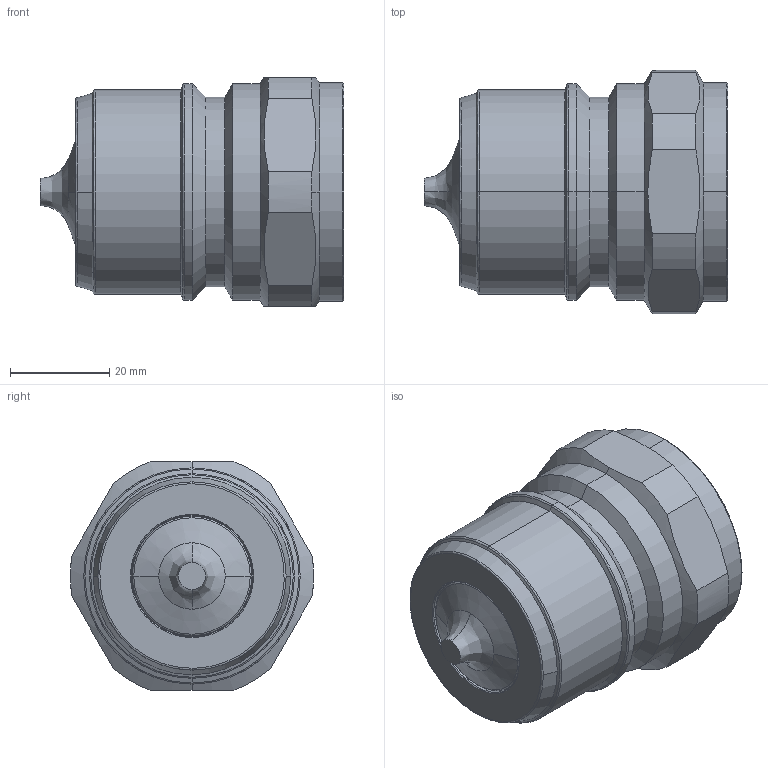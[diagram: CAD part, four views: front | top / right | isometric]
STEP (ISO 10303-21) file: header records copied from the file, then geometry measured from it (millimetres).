
FILE_DESCRIPTION (( 'STEP AP214' ), '1' );
FILE_NAME ('10020 RV.STEP', '2015-09-04T07:31:31', ( 'admin' ), ( 'Microsoft' ), 'SwSTEP 2.0', 'SolidWorks 2009', '' );
FILE_SCHEMA (( 'AUTOMOTIVE_DESIGN' ));
Length unit declared in the file: millimetre
Products named in the file (1): 10020 RV
Bounding box: 61.15 x 49 x 46 mm (x, y, z)
Volume: 62404.2 mm3; surface area: 12911.5 mm2
Topology: 1 solids, 1 shells, 66 faces, 160 edges, 98 vertices
Faces by surface type: cone 26, cylinder 20, bspline 10, plane 10
Entity records: 2256 total; most frequent: CARTESIAN_POINT 607, DIRECTION 350, ORIENTED_EDGE 320, EDGE_CURVE 160, AXIS2_PLACEMENT_3D 149, VERTEX_POINT 98, CIRCLE 92, EDGE_LOOP 68
